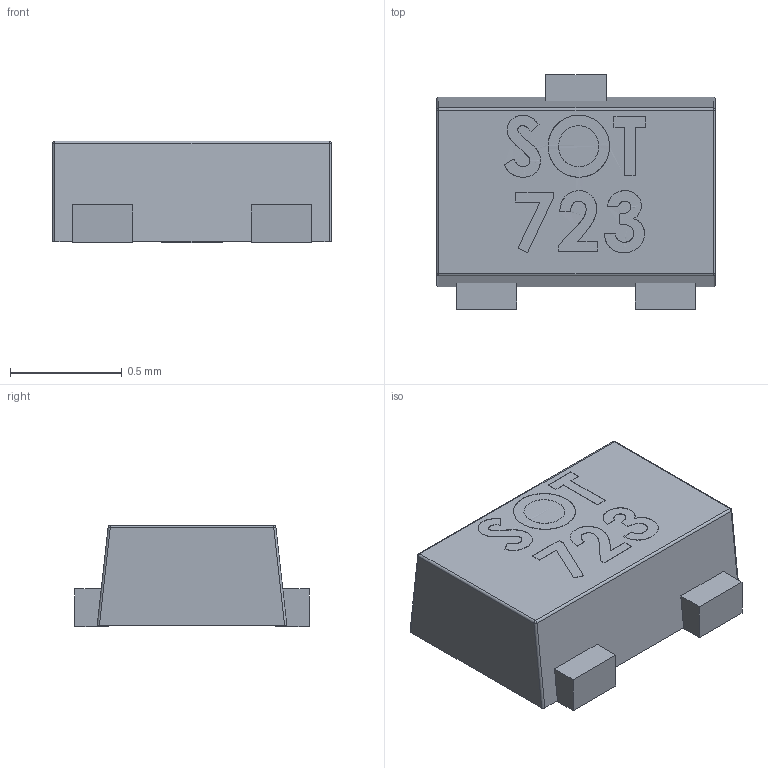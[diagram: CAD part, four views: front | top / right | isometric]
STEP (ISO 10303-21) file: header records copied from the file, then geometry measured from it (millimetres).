
FILE_DESCRIPTION (( 'STEP AP214' ), '1' );
FILE_NAME ('C2046BBE-8E95-4BC8-8B99-4DB7ECA79C2D.STEP', '2022-09-08T21:28:37', ( '' ), ( '' ), 'SwSTEP 2.0', 'SolidWorks 2022', '' );
FILE_SCHEMA (( 'AUTOMOTIVE_DESIGN' ));
Length unit declared in the file: millimetre
Products named in the file (1): C2046BBE-8E95-4BC8-8B99-4DB7ECA79C2D
Bounding box: 1.25 x 1.05 x 0.46 mm (x, y, z)
Volume: 0.5 mm3; surface area: 4.1 mm2
Topology: 1 solids, 1 shells, 112 faces, 285 edges, 178 vertices
Faces by surface type: plane 58, bspline 46, cylinder 8
Entity records: 6727 total; most frequent: CARTESIAN_POINT 3102, ORIENTED_EDGE 562, DIRECTION 339, EDGE_CURVE 281, VECTOR 181, LINE 181, VERTEX_POINT 178, EDGE_LOOP 119
